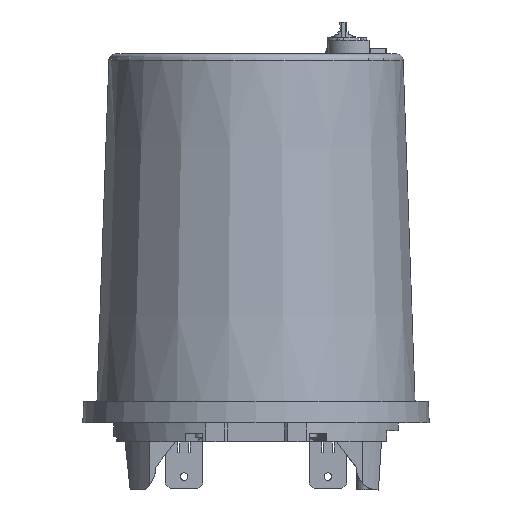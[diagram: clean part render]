
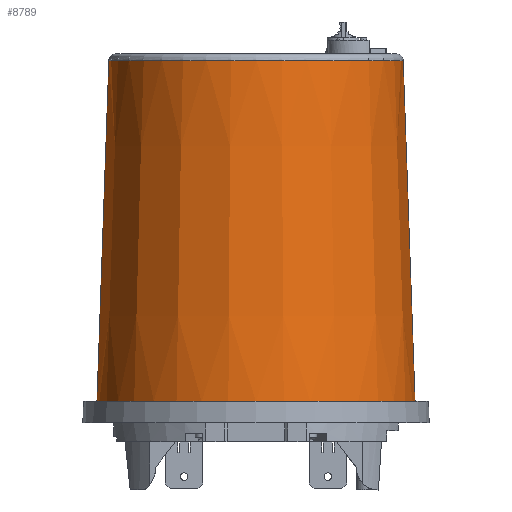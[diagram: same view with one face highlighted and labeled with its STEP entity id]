
A CAD part, left-side view. The second image highlights one B-rep face of the part: STEP entity #8789.
In plain terms, the highlighted conical face has half-angle 2 degrees and reference radius 77.989 mm.
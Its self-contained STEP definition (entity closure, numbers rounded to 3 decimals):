
#84=CARTESIAN_POINT('',(88.263,88.202,-177.35));
#85=DIRECTION('',(0.,0.,1.));
#86=DIRECTION('',(0.,1.,0.));
#87=AXIS2_PLACEMENT_3D('',#84,#85,#86);
#94=DIRECTION('',(0.,-0.035,0.999));
#95=VECTOR('',#94,173.766);
#96=CARTESIAN_POINT('',(88.263,169.223,-177.35));
#97=LINE('',#96,#95);
#98=CARTESIAN_POINT('',(88.263,88.202,-3.69));
#99=DIRECTION('',(0.,0.,-1.));
#100=DIRECTION('',(0.,-1.,0.));
#101=AXIS2_PLACEMENT_3D('',#98,#99,#100);
#103=CARTESIAN_POINT('',(88.263,88.202,-3.69));
#104=DIRECTION('',(0.,0.,-1.));
#105=DIRECTION('',(-0.006,1.,0.));
#106=AXIS2_PLACEMENT_3D('',#103,#104,#105);
#128=DIRECTION('',(0.,0.035,0.999));
#129=VECTOR('',#128,173.766);
#130=CARTESIAN_POINT('',(88.263,7.181,-177.35));
#131=LINE('',#130,#129);
#6974=CARTESIAN_POINT('',(88.263,169.223,-177.35));
#6975=CARTESIAN_POINT('',(88.263,7.181,-177.35));
#6976=VERTEX_POINT('',#6974);
#6977=VERTEX_POINT('',#6975);
#6978=CARTESIAN_POINT('',(88.263,13.245,-3.69));
#6979=CARTESIAN_POINT('',(87.818,163.157,-3.69));
#6980=VERTEX_POINT('',#6978);
#6981=VERTEX_POINT('',#6979);
#6982=CARTESIAN_POINT('',(88.263,163.159,-3.69));
#6983=VERTEX_POINT('',#6982);
#8773=CARTESIAN_POINT('',(88.263,88.202,-90.52));
#8774=DIRECTION('',(0.,0.,-1.));
#8775=DIRECTION('',(0.,1.,0.));
#8776=AXIS2_PLACEMENT_3D('',#8773,#8774,#8775);
#8777=CONICAL_SURFACE('',#8776,77.989,2.);
#8779=ORIENTED_EDGE('',*,*,#8778,.F.);
#8781=ORIENTED_EDGE('',*,*,#8780,.F.);
#8783=ORIENTED_EDGE('',*,*,#8782,.F.);
#8784=ORIENTED_EDGE('',*,*,#8766,.F.);
#8786=ORIENTED_EDGE('',*,*,#8785,.T.);
#8787=EDGE_LOOP('',(#8779,#8781,#8783,#8784,#8786));
#8788=FACE_OUTER_BOUND('',#8787,.F.);
#8789=ADVANCED_FACE('',(#8788),#8777,.T.);
#88=CIRCLE('',#87,81.021);
#102=CIRCLE('',#101,74.957);
#107=CIRCLE('',#106,74.957);
#8766=EDGE_CURVE('',#6976,#6977,#88,.T.);
#8778=EDGE_CURVE('',#6981,#6983,#107,.T.);
#8780=EDGE_CURVE('',#6980,#6981,#102,.T.);
#8782=EDGE_CURVE('',#6977,#6980,#131,.T.);
#8785=EDGE_CURVE('',#6976,#6983,#97,.T.);
